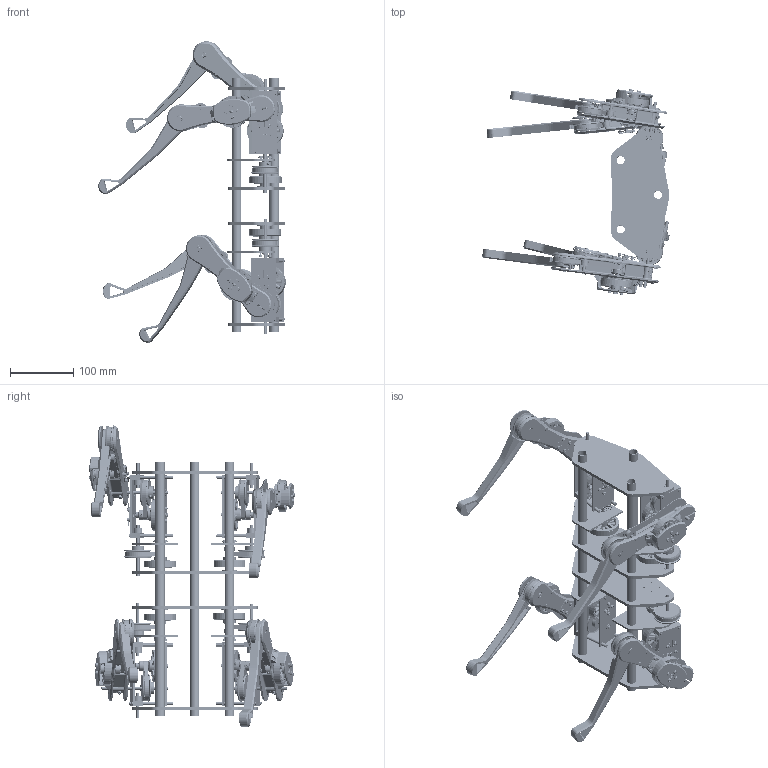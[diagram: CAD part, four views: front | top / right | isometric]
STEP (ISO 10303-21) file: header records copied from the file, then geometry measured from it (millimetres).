
FILE_DESCRIPTION(/* description */ ('Alibre Inc.'),/* implementation_level */ '2;1');
FILE_NAME(/* name */ 'export0',/* time_stamp */ '2020-09-30T01:06:35+03:00',/* author */ (''),/* organization */ (''),/* preprocessor_version */ 'ST-DEVELOPER v17',/* originating_system */ 'Alibre',/* authorisation */ '');
FILE_SCHEMA (('CONFIG_CONTROL_DESIGN'));
Length unit declared in the file: millimetre
Products named in the file (32): ID_1; ID_2; ID_3; ID_4; ID_5; ID_6; ID_7; ID_8; ID_9; ID_10; ID_11; ID_12; ID_13; ID_14; ID_15; ID_16; ID_17; ID_18; ID_19; ID_20; ID_21; ID_22; ID_23; ID_24; ID_25; ID_26
Bounding box: 295.41 x 324.09 x 474.54 mm (x, y, z)
Volume: 1344193.5 mm3; surface area: 956029.4 mm2
Topology: 411 solids, 411 shells, 13772 faces, 32570 edges, 20060 vertices
Faces by surface type: plane 6782, cylinder 5826, cone 1036, torus 68, bspline 40, sphere 12, extrusion 8
Full cylindrical faces by diameter (mm): 1 x84, 2 x32, 2.5 x96, 3 x276, 4 x92, 5 x172, 5.5 x104, 6.5 x4, 7 x4, 10 x80, 12.1 x8, 12.945 x8, 13 x3, 15 x19, 15.16 x12, 16 x24, 18 x16, 20 x24, 21 x4, 25 x12, 47.5 x12, 50 x24
Entity records: 44472 total; most frequent: CARTESIAN_POINT 8462, ORIENTED_EDGE 6266, DIRECTION 6170, EDGE_CURVE 3121, AXIS2_PLACEMENT_3D 2667, VERTEX_POINT 2036, EDGE_LOOP 1739, FACE_BOUND 1739
